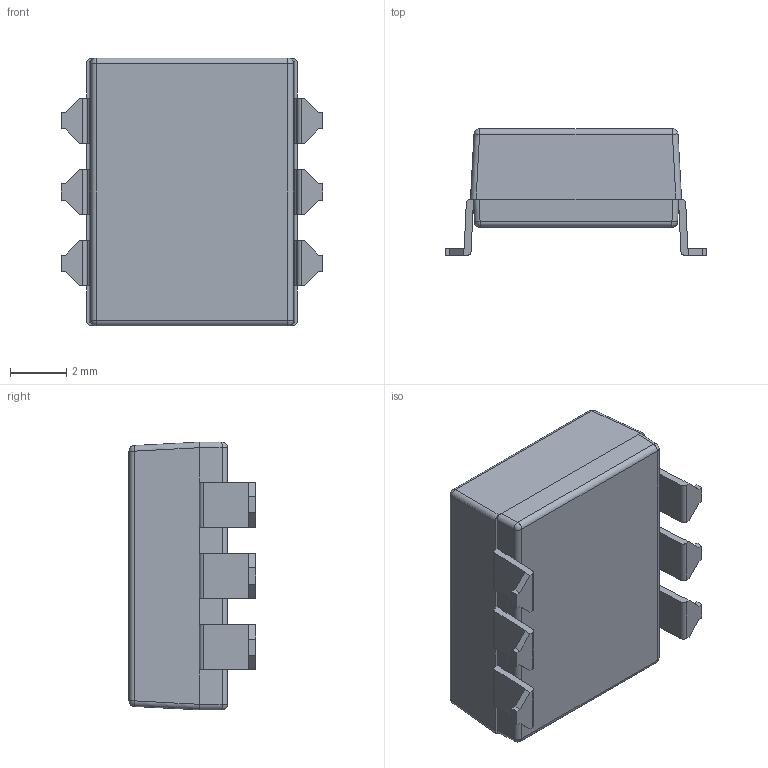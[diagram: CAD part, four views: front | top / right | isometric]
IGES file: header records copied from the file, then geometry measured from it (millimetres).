
Start section:  PTC IGES file: kss-3ps.igs
Global section: file name: kss-3ps.igs; native system: Pro/ENGINEER by Parametric Technology Corporation; preprocessor: 2010280; author: ck004; organization: Unknown; date: 20120626.091803; units: millimetre
Bounding box: 9.3 x 4.52 x 9.52 mm (x, y, z)
Surface area: 325.5 mm2 (no closed solid volume)
Topology: 0 solids, 0 shells, 632 faces, 3574 edges, 3574 vertices
Faces by surface type: bspline 596, revolution 36
